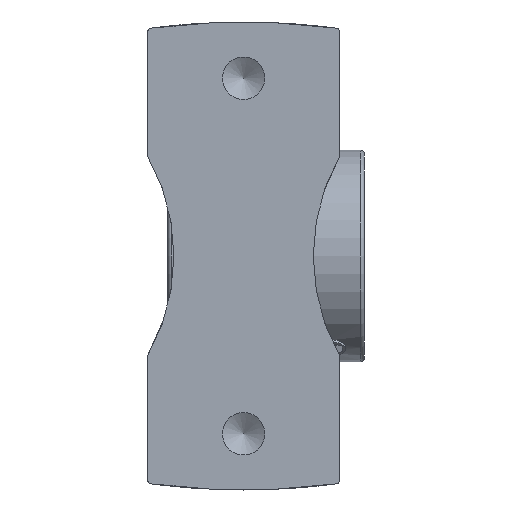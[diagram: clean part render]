
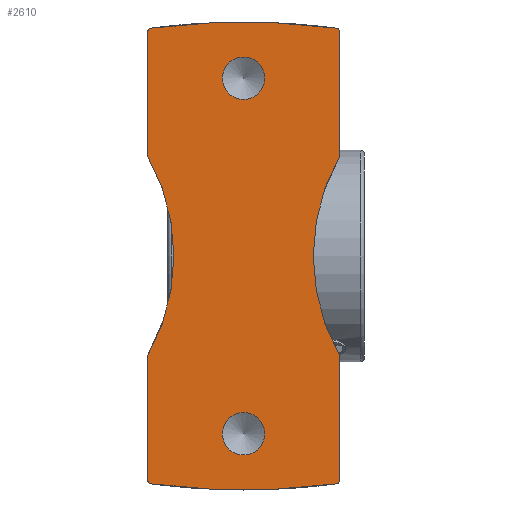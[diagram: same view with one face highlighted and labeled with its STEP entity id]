
A CAD part, front view. The second image highlights one B-rep face of the part: STEP entity #2610.
In plain terms, the highlighted face is planar.
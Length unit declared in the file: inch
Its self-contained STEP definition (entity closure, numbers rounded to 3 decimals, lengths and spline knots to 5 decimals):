
#854=PLANE('',#2784);
#885=CIRCLE('',#2716,0.2085);
#887=CIRCLE('',#2720,0.2085);
#892=CIRCLE('',#2726,6.9071);
#896=CIRCLE('',#2735,6.9071);
#904=CIRCLE('',#2750,0.035);
#909=CIRCLE('',#2760,0.035);
#910=CIRCLE('',#2762,2.);
#916=CIRCLE('',#2773,0.035);
#921=CIRCLE('',#2782,0.035);
#922=CIRCLE('',#2785,2.);
#1010=VECTOR('',#3055,1.);
#1022=VECTOR('',#3126,1.);
#1078=LINE('',#5351,#1010);
#1090=LINE('',#5739,#1022);
#1152=VERTEX_POINT('',#3690);
#1155=VERTEX_POINT('',#3697);
#1168=VERTEX_POINT('',#4440);
#1169=VERTEX_POINT('',#4442);
#1177=VERTEX_POINT('',#4553);
#1178=VERTEX_POINT('',#4555);
#1193=VERTEX_POINT('',#5346);
#1194=VERTEX_POINT('',#5350);
#1199=VERTEX_POINT('',#5379);
#1206=VERTEX_POINT('',#5661);
#1207=VERTEX_POINT('',#5663);
#1212=VERTEX_POINT('',#5718);
#1213=VERTEX_POINT('',#5719);
#1216=VERTEX_POINT('',#5736);
#1418=EDGE_CURVE('',#1152,#1152,#885,.T.);
#1420=EDGE_CURVE('',#1155,#1155,#887,.T.);
#1438=EDGE_CURVE('',#1169,#1168,#892,.T.);
#1452=EDGE_CURVE('',#1178,#1177,#896,.T.);
#1477=EDGE_CURVE('',#1193,#1177,#904,.T.);
#1479=EDGE_CURVE('',#1193,#1194,#1078,.T.);
#1487=EDGE_CURVE('',#1178,#1199,#909,.T.);
#1496=EDGE_CURVE('',#1207,#1206,#910,.T.);
#1508=EDGE_CURVE('',#1213,#1212,#1078,.T.);
#1510=EDGE_CURVE('',#1169,#1212,#916,.T.);
#1518=EDGE_CURVE('',#1216,#1168,#921,.T.);
#1519=EDGE_CURVE('',#1207,#1216,#1090,.T.);
#1520=EDGE_CURVE('',#1194,#1213,#922,.T.);
#1521=EDGE_CURVE('',#1199,#1206,#1090,.T.);
#1875=ORIENTED_EDGE('',*,*,#1418,.T.);
#1876=ORIENTED_EDGE('',*,*,#1420,.T.);
#1877=ORIENTED_EDGE('',*,*,#1477,.F.);
#1878=ORIENTED_EDGE('',*,*,#1479,.T.);
#1879=ORIENTED_EDGE('',*,*,#1520,.T.);
#1880=ORIENTED_EDGE('',*,*,#1508,.T.);
#1881=ORIENTED_EDGE('',*,*,#1510,.F.);
#1882=ORIENTED_EDGE('',*,*,#1438,.T.);
#1883=ORIENTED_EDGE('',*,*,#1518,.F.);
#1884=ORIENTED_EDGE('',*,*,#1519,.F.);
#1885=ORIENTED_EDGE('',*,*,#1496,.T.);
#1886=ORIENTED_EDGE('',*,*,#1521,.F.);
#1887=ORIENTED_EDGE('',*,*,#1487,.F.);
#1888=ORIENTED_EDGE('',*,*,#1452,.T.);
#2238=EDGE_LOOP('',(#1875));
#2239=EDGE_LOOP('',(#1876));
#2240=EDGE_LOOP('',(#1877,#1878,#1879,#1880,#1881,#1882,#1883,#1884,#1885,
#1886,#1887,#1888));
#2423=FACE_BOUND('',#2238,.T.);
#2424=FACE_BOUND('',#2239,.T.);
#2425=FACE_BOUND('',#2240,.T.);
#2610=ADVANCED_FACE('',(#2423,#2424,#2425),#854,.F.);
#2716=AXIS2_PLACEMENT_3D('',#3689,#2980,#2981);
#2720=AXIS2_PLACEMENT_3D('',#3696,#2988,#2989);
#2726=AXIS2_PLACEMENT_3D('',#4441,#3001,#3002);
#2735=AXIS2_PLACEMENT_3D('',#4554,#3019,#3020);
#2750=AXIS2_PLACEMENT_3D('',#5347,#3051,#3052);
#2760=AXIS2_PLACEMENT_3D('',#5378,#3073,#3074);
#2762=AXIS2_PLACEMENT_3D('',#5662,#3079,#3080);
#2773=AXIS2_PLACEMENT_3D('',#5722,#3103,#3104);
#2782=AXIS2_PLACEMENT_3D('',#5737,#3123,#3124);
#2784=AXIS2_PLACEMENT_3D('',#5740,#3127,$);
#2785=AXIS2_PLACEMENT_3D('',#5741,#3128,#3129);
#2980=DIRECTION('',(0.,0.,1.));
#2981=DIRECTION('',(0.209,0.,0.));
#2988=DIRECTION('',(0.,0.,1.));
#2989=DIRECTION('',(0.209,0.,0.));
#3001=DIRECTION('',(0.,0.,-1.));
#3002=DIRECTION('',(6.907,0.,0.));
#3019=DIRECTION('',(0.,0.,-1.));
#3020=DIRECTION('',(-6.907,0.,0.));
#3051=DIRECTION('',(0.,0.,1.));
#3052=DIRECTION('',(0.026,0.023,0.));
#3055=DIRECTION('',(0.,-1.,0.));
#3073=DIRECTION('',(0.,0.,1.));
#3074=DIRECTION('',(-0.026,0.023,0.));
#3079=DIRECTION('',(0.,0.,1.));
#3080=DIRECTION('',(-2.,0.,0.));
#3103=DIRECTION('',(0.,0.,1.));
#3104=DIRECTION('',(0.026,-0.023,0.));
#3123=DIRECTION('',(0.,0.,1.));
#3124=DIRECTION('',(-0.026,-0.023,0.));
#3126=DIRECTION('',(0.,-1.,0.));
#3127=DIRECTION('',(0.,0.,1.));
#3128=DIRECTION('',(0.,0.,1.));
#3129=DIRECTION('',(2.,0.,0.));
#3689=CARTESIAN_POINT('',(0.,-1.75,0.));
#3690=CARTESIAN_POINT('',(0.2085,-1.75,0.));
#3696=CARTESIAN_POINT('',(0.,1.75,0.));
#3697=CARTESIAN_POINT('',(0.2085,1.75,0.));
#4440=CARTESIAN_POINT('',(-0.91452,-2.24234,0.));
#4441=CARTESIAN_POINT('',(0.,4.60395,0.));
#4442=CARTESIAN_POINT('',(0.91452,-2.24234,0.));
#4553=CARTESIAN_POINT('',(0.91452,2.24234,0.));
#4554=CARTESIAN_POINT('',(0.,-4.60395,0.));
#4555=CARTESIAN_POINT('',(-0.91452,2.24234,0.));
#5346=CARTESIAN_POINT('',(0.94488,2.20765,0.));
#5347=CARTESIAN_POINT('',(0.90988,2.20765,0.));
#5350=CARTESIAN_POINT('',(0.94488,0.98425,0.));
#5351=CARTESIAN_POINT('',(0.94488,2.23822,0.));
#5378=CARTESIAN_POINT('',(-0.90988,2.20765,0.));
#5379=CARTESIAN_POINT('',(-0.94488,2.20765,0.));
#5661=CARTESIAN_POINT('',(-0.94488,0.98425,0.));
#5662=CARTESIAN_POINT('',(-2.68593,0.,0.));
#5663=CARTESIAN_POINT('',(-0.94488,-0.98425,0.));
#5718=CARTESIAN_POINT('',(0.94488,-2.20765,0.));
#5719=CARTESIAN_POINT('',(0.94488,-0.98425,0.));
#5722=CARTESIAN_POINT('',(0.90988,-2.20765,0.));
#5736=CARTESIAN_POINT('',(-0.94488,-2.20765,0.));
#5737=CARTESIAN_POINT('',(-0.90988,-2.20765,0.));
#5739=CARTESIAN_POINT('',(-0.94488,2.23822,0.));
#5740=CARTESIAN_POINT('',(0.46777,1.13746,0.));
#5741=CARTESIAN_POINT('',(2.68593,0.,0.));
